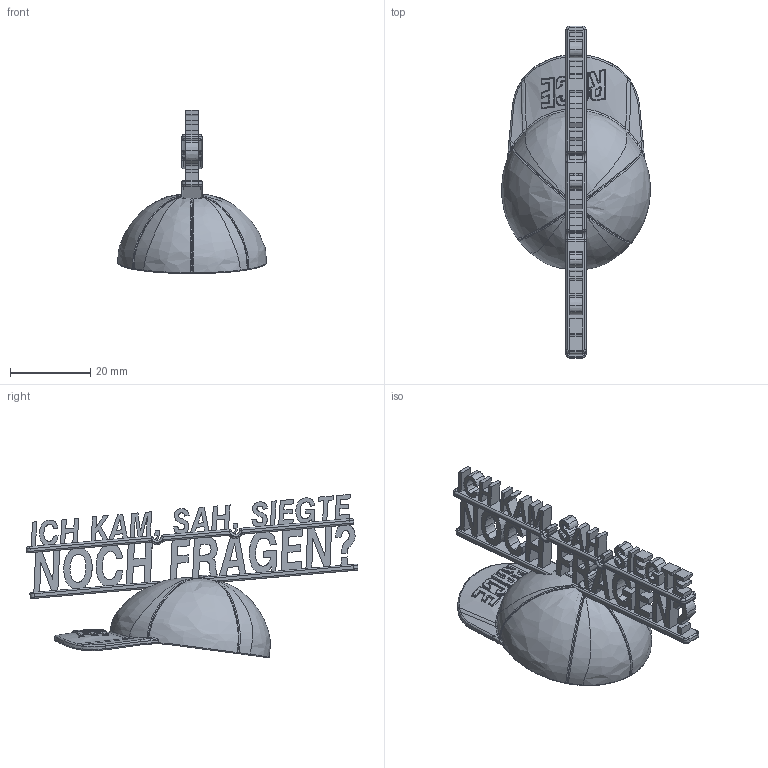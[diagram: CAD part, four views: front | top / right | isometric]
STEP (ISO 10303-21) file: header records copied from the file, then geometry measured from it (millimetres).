
FILE_DESCRIPTION((''),'2;1');
FILE_NAME('KAPPE_5A','2019-12-09T',('gjordan'),(''),'PRO/ENGINEER BY PARAMETRIC TECHNOLOGY CORPORATION, 2016240','PRO/ENGINEER BY PARAMETRIC TECHNOLOGY CORPORATION, 2016240','');
FILE_SCHEMA(('AUTOMOTIVE_DESIGN { 1 0 10303 214 1 1 1 1 }'));
Products named in the file (1): KAPPE_5A
Bounding box: 36.93 x 82.5 x 40.56 mm (x, y, z)
Volume: 8722.3 mm3; surface area: 12258 mm2
Topology: 1 solids, 2 shells, 1043 faces, 2697 edges, 1660 vertices
Faces by surface type: bspline 372, plane 321, extrusion 167, cylinder 107, torus 39, sphere 35, cone 2
Entity records: 64114 total; most frequent: CARTESIAN_POINT 33986, ORIENTED_EDGE 5382, DIRECTION 3091, PRESENTATION_STYLE_ASSIGNMENT 2692, STYLED_ITEM 2692, CURVE_STYLE 2691, EDGE_CURVE 2691, VERTEX_POINT 1660
